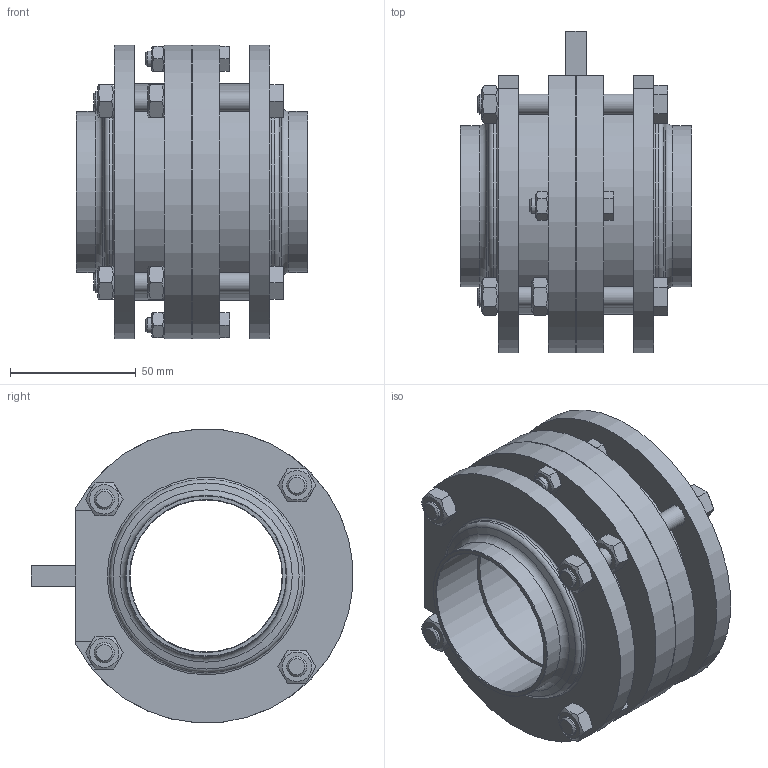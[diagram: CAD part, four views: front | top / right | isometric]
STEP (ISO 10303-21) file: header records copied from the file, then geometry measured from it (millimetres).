
FILE_DESCRIPTION( ( 'STEP AP203' ), '1' );
FILE_NAME( '9612400034.stp', '2020-07-20T11:17:39', ( 'License CC BY-ND 4.0' ), ( 'CADENAS' ), ' ', 'PARTsolutions', ' ' );
FILE_SCHEMA( ( 'CONFIG_CONTROL_DESIGN' ) );
Length unit declared in the file: millimetre
Products named in the file (4): 9612400034; _9612400034_C; _9612402413_(EPDM)L; _9612402513_(EPDM)R
Assembly tree (3 placements, depth 2):
  9612400034
    _9612400034_C
    _9612402413_(EPDM)L
    _9612402513_(EPDM)R
Bounding box: 92 x 127.78 x 116.77 mm (x, y, z)
Volume: 388699.3 mm3; surface area: 106704.5 mm2
Topology: 3 solids, 5 shells, 269 faces, 613 edges, 386 vertices
Faces by surface type: plane 152, cone 62, cylinder 45, torus 10
Full cylindrical faces by diameter (mm): 6 x4, 6.6 x2, 8 x10, 9 x8, 60.5 x3, 64.1 x4, 71.5 x2, 77 x2, 86 x2
Entity records: 7994 total; most frequent: CARTESIAN_POINT 2377, DIRECTION 1057, ORIENTED_EDGE 1048, EDGE_CURVE 524, AXIS2_PLACEMENT_3D 432, EDGE_LOOP 396, VERTEX_POINT 368, FACE_OUTER_BOUND 316
